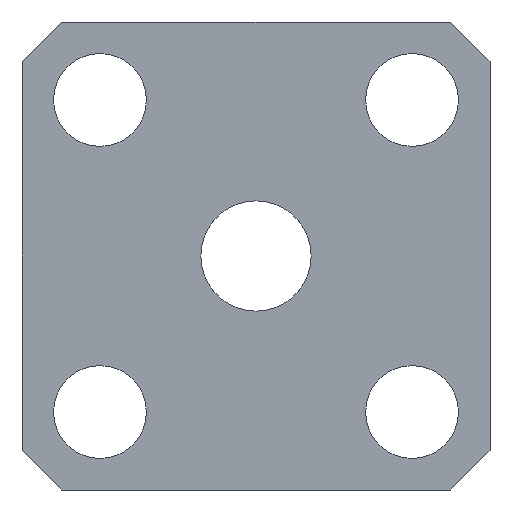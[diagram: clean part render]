
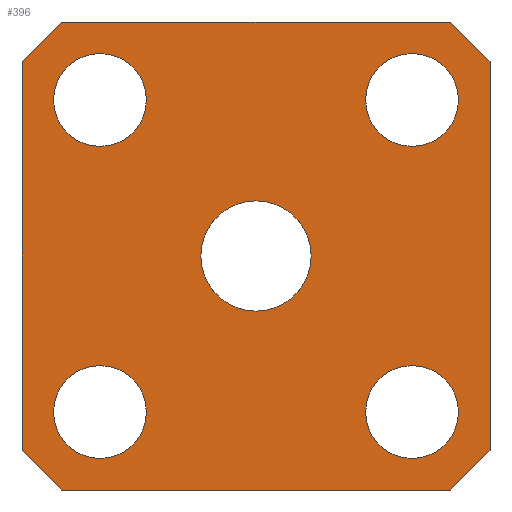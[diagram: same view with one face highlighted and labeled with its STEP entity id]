
A CAD part, front view. The second image highlights one B-rep face of the part: STEP entity #396.
In plain terms, the highlighted planar face has unit normal (0, -1, 0).
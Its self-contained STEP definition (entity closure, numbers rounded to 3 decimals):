
#31=FACE_BOUND('',#86,.T.);
#32=FACE_BOUND('',#87,.T.);
#33=FACE_BOUND('',#88,.T.);
#34=FACE_BOUND('',#89,.T.);
#35=FACE_BOUND('',#90,.T.);
#49=CIRCLE('',#437,2.5);
#50=CIRCLE('',#438,2.1);
#51=CIRCLE('',#439,2.1);
#52=CIRCLE('',#440,2.1);
#53=CIRCLE('',#441,2.1);
#54=CIRCLE('',#442,2.1);
#55=CIRCLE('',#443,2.1);
#56=CIRCLE('',#444,2.1);
#57=CIRCLE('',#445,2.1);
#63=FACE_OUTER_BOUND('',#85,.T.);
#85=EDGE_LOOP('',(#288,#289,#290,#291,#292,#293,#294,#295));
#86=EDGE_LOOP('',(#296));
#87=EDGE_LOOP('',(#297,#298));
#88=EDGE_LOOP('',(#299,#300));
#89=EDGE_LOOP('',(#301,#302));
#90=EDGE_LOOP('',(#303,#304));
#118=LINE('',#615,#149);
#119=LINE('',#617,#150);
#120=LINE('',#619,#151);
#121=LINE('',#621,#152);
#122=LINE('',#623,#153);
#123=LINE('',#625,#154);
#124=LINE('',#627,#155);
#125=LINE('',#628,#156);
#149=VECTOR('',#497,17.61);
#150=VECTOR('',#498,2.546);
#151=VECTOR('',#499,17.61);
#152=VECTOR('',#500,2.546);
#153=VECTOR('',#501,17.61);
#154=VECTOR('',#502,2.546);
#155=VECTOR('',#503,17.61);
#156=VECTOR('',#504,2.546);
#189=VERTEX_POINT('',#613);
#190=VERTEX_POINT('',#614);
#191=VERTEX_POINT('',#616);
#192=VERTEX_POINT('',#618);
#193=VERTEX_POINT('',#620);
#194=VERTEX_POINT('',#622);
#195=VERTEX_POINT('',#624);
#196=VERTEX_POINT('',#626);
#197=VERTEX_POINT('',#629);
#198=VERTEX_POINT('',#631);
#199=VERTEX_POINT('',#632);
#200=VERTEX_POINT('',#635);
#201=VERTEX_POINT('',#636);
#202=VERTEX_POINT('',#639);
#203=VERTEX_POINT('',#640);
#204=VERTEX_POINT('',#643);
#205=VERTEX_POINT('',#644);
#231=EDGE_CURVE('',#189,#190,#118,.T.);
#232=EDGE_CURVE('',#189,#191,#119,.F.);
#233=EDGE_CURVE('',#192,#191,#120,.T.);
#234=EDGE_CURVE('',#192,#193,#121,.F.);
#235=EDGE_CURVE('',#194,#193,#122,.T.);
#236=EDGE_CURVE('',#194,#195,#123,.F.);
#237=EDGE_CURVE('',#196,#195,#124,.T.);
#238=EDGE_CURVE('',#196,#190,#125,.F.);
#239=EDGE_CURVE('',#197,#197,#49,.T.);
#240=EDGE_CURVE('',#198,#199,#50,.T.);
#241=EDGE_CURVE('',#199,#198,#51,.T.);
#242=EDGE_CURVE('',#200,#201,#52,.T.);
#243=EDGE_CURVE('',#201,#200,#53,.T.);
#244=EDGE_CURVE('',#202,#203,#54,.T.);
#245=EDGE_CURVE('',#203,#202,#55,.T.);
#246=EDGE_CURVE('',#204,#205,#56,.T.);
#247=EDGE_CURVE('',#205,#204,#57,.T.);
#288=ORIENTED_EDGE('',*,*,#231,.F.);
#289=ORIENTED_EDGE('',*,*,#232,.T.);
#290=ORIENTED_EDGE('',*,*,#233,.F.);
#291=ORIENTED_EDGE('',*,*,#234,.T.);
#292=ORIENTED_EDGE('',*,*,#235,.F.);
#293=ORIENTED_EDGE('',*,*,#236,.T.);
#294=ORIENTED_EDGE('',*,*,#237,.F.);
#295=ORIENTED_EDGE('',*,*,#238,.T.);
#296=ORIENTED_EDGE('',*,*,#239,.T.);
#297=ORIENTED_EDGE('',*,*,#240,.T.);
#298=ORIENTED_EDGE('',*,*,#241,.T.);
#299=ORIENTED_EDGE('',*,*,#242,.T.);
#300=ORIENTED_EDGE('',*,*,#243,.T.);
#301=ORIENTED_EDGE('',*,*,#244,.T.);
#302=ORIENTED_EDGE('',*,*,#245,.T.);
#303=ORIENTED_EDGE('',*,*,#246,.T.);
#304=ORIENTED_EDGE('',*,*,#247,.T.);
#386=PLANE('',#436);
#396=ADVANCED_FACE('',(#63,#31,#32,#33,#34,#35),#386,.F.);
#436=AXIS2_PLACEMENT_3D('',#612,#495,#496);
#437=AXIS2_PLACEMENT_3D('',#630,#505,#506);
#438=AXIS2_PLACEMENT_3D('',#633,#507,#508);
#439=AXIS2_PLACEMENT_3D('',#634,#509,#510);
#440=AXIS2_PLACEMENT_3D('',#637,#511,#512);
#441=AXIS2_PLACEMENT_3D('',#638,#513,#514);
#442=AXIS2_PLACEMENT_3D('',#641,#515,#516);
#443=AXIS2_PLACEMENT_3D('',#642,#517,#518);
#444=AXIS2_PLACEMENT_3D('',#645,#519,#520);
#445=AXIS2_PLACEMENT_3D('',#646,#521,#522);
#495=DIRECTION('center_axis',(0.,1.,0.));
#496=DIRECTION('ref_axis',(0.,0.,1.));
#497=DIRECTION('',(-1.,0.,0.));
#498=DIRECTION('',(-0.707,0.,-0.707));
#499=DIRECTION('',(0.,0.,-1.));
#500=DIRECTION('',(0.707,0.,-0.707));
#501=DIRECTION('',(1.,0.,0.));
#502=DIRECTION('',(0.707,0.,0.707));
#503=DIRECTION('',(0.,0.,1.));
#504=DIRECTION('',(-0.707,0.,0.707));
#505=DIRECTION('center_axis',(0.,1.,0.));
#506=DIRECTION('ref_axis',(0.,0.,1.));
#507=DIRECTION('center_axis',(0.,1.,0.));
#508=DIRECTION('ref_axis',(0.,0.,1.));
#509=DIRECTION('center_axis',(0.,1.,0.));
#510=DIRECTION('ref_axis',(0.,0.,1.));
#511=DIRECTION('center_axis',(0.,1.,0.));
#512=DIRECTION('ref_axis',(0.,0.,1.));
#513=DIRECTION('center_axis',(0.,1.,0.));
#514=DIRECTION('ref_axis',(0.,0.,1.));
#515=DIRECTION('center_axis',(0.,1.,0.));
#516=DIRECTION('ref_axis',(0.,0.,1.));
#517=DIRECTION('center_axis',(0.,1.,0.));
#518=DIRECTION('ref_axis',(0.,0.,1.));
#519=DIRECTION('center_axis',(0.,1.,0.));
#520=DIRECTION('ref_axis',(0.,0.,1.));
#521=DIRECTION('center_axis',(0.,1.,0.));
#522=DIRECTION('ref_axis',(0.,0.,1.));
#612=CARTESIAN_POINT('Origin',(0.,0.,0.));
#613=CARTESIAN_POINT('',(8.805,0.,-10.605));
#614=CARTESIAN_POINT('',(-8.805,0.,-10.605));
#615=CARTESIAN_POINT('',(8.805,0.,-10.605));
#616=CARTESIAN_POINT('',(10.605,0.,-8.805));
#617=CARTESIAN_POINT('',(10.605,0.,-8.805));
#618=CARTESIAN_POINT('',(10.605,0.,8.805));
#619=CARTESIAN_POINT('',(10.605,0.,8.805));
#620=CARTESIAN_POINT('',(8.805,0.,10.605));
#621=CARTESIAN_POINT('',(8.805,0.,10.605));
#622=CARTESIAN_POINT('',(-8.805,0.,10.605));
#623=CARTESIAN_POINT('',(-8.805,0.,10.605));
#624=CARTESIAN_POINT('',(-10.605,0.,8.805));
#625=CARTESIAN_POINT('',(-10.605,0.,8.805));
#626=CARTESIAN_POINT('',(-10.605,0.,-8.805));
#627=CARTESIAN_POINT('',(-10.605,0.,-8.805));
#628=CARTESIAN_POINT('',(-8.805,0.,-10.605));
#629=CARTESIAN_POINT('',(0.,0.,2.5));
#630=CARTESIAN_POINT('Origin',(0.,0.,0.));
#631=CARTESIAN_POINT('',(-7.071,0.,-4.971));
#632=CARTESIAN_POINT('',(-7.071,0.,-9.171));
#633=CARTESIAN_POINT('Origin',(-7.071,0.,-7.071));
#634=CARTESIAN_POINT('Origin',(-7.071,0.,-7.071));
#635=CARTESIAN_POINT('',(-7.071,0.,9.171));
#636=CARTESIAN_POINT('',(-7.071,0.,4.971));
#637=CARTESIAN_POINT('Origin',(-7.071,0.,7.071));
#638=CARTESIAN_POINT('Origin',(-7.071,0.,7.071));
#639=CARTESIAN_POINT('',(7.071,0.,9.171));
#640=CARTESIAN_POINT('',(7.071,0.,4.971));
#641=CARTESIAN_POINT('Origin',(7.071,0.,7.071));
#642=CARTESIAN_POINT('Origin',(7.071,0.,7.071));
#643=CARTESIAN_POINT('',(7.071,0.,-4.971));
#644=CARTESIAN_POINT('',(7.071,0.,-9.171));
#645=CARTESIAN_POINT('Origin',(7.071,0.,-7.071));
#646=CARTESIAN_POINT('Origin',(7.071,0.,-7.071));
